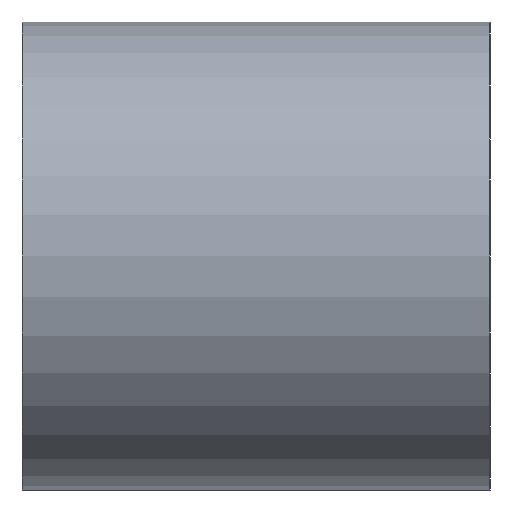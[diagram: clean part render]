
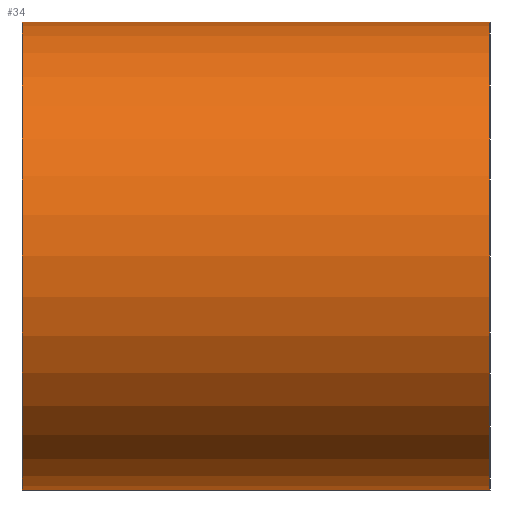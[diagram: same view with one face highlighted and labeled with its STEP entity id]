
A CAD part, left-side view. The second image highlights one B-rep face of the part: STEP entity #34.
In plain terms, the highlighted cylindrical face has radius 2 mm (diameter 4 mm), a partial arc.
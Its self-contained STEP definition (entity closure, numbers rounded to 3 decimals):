
#34 = ADVANCED_FACE( '', ( #65 ), #66, .T. );
#65 = FACE_OUTER_BOUND( '', #90, .T. );
#66 = CYLINDRICAL_SURFACE( '', #91, 2. );
#90 = EDGE_LOOP( '', ( #119, #120, #121, #122 ) );
#91 = AXIS2_PLACEMENT_3D( '', #123, #124, #125 );
#119 = ORIENTED_EDGE( '', *, *, #151, .T. );
#120 = ORIENTED_EDGE( '', *, *, #160, .F. );
#121 = ORIENTED_EDGE( '', *, *, #161, .F. );
#122 = ORIENTED_EDGE( '', *, *, #162, .T. );
#123 = CARTESIAN_POINT( '', ( -3., 2., 0. ) );
#124 = DIRECTION( '', ( 0., 1., 0. ) );
#125 = DIRECTION( '', ( 0., 0., -1. ) );
#151 = EDGE_CURVE( '', #169, #170, #171, .T. );
#160 = EDGE_CURVE( '', #184, #170, #185, .T. );
#161 = EDGE_CURVE( '', #186, #184, #187, .T. );
#162 = EDGE_CURVE( '', #186, #169, #188, .T. );
#169 = VERTEX_POINT( '', #195 );
#170 = VERTEX_POINT( '', #196 );
#171 = CIRCLE( '', #197, 2. );
#184 = VERTEX_POINT( '', #214 );
#185 = LINE( '', #215, #216 );
#186 = VERTEX_POINT( '', #217 );
#187 = CIRCLE( '', #218, 2. );
#188 = LINE( '', #219, #220 );
#195 = CARTESIAN_POINT( '', ( -3., -2., -2. ) );
#196 = CARTESIAN_POINT( '', ( -3., -2., 2. ) );
#197 = AXIS2_PLACEMENT_3D( '', #228, #229, #230 );
#214 = CARTESIAN_POINT( '', ( -3., 2., 2. ) );
#215 = CARTESIAN_POINT( '', ( -3., 2., 2. ) );
#216 = VECTOR( '', #241, 1000. );
#217 = CARTESIAN_POINT( '', ( -3., 2., -2. ) );
#218 = AXIS2_PLACEMENT_3D( '', #242, #243, #244 );
#219 = CARTESIAN_POINT( '', ( -3., 2., -2. ) );
#220 = VECTOR( '', #245, 1000. );
#228 = CARTESIAN_POINT( '', ( -3., -2., 0. ) );
#229 = DIRECTION( '', ( 0., 1., 0. ) );
#230 = DIRECTION( '', ( 1., 0., 0. ) );
#241 = DIRECTION( '', ( 0., -1., 0. ) );
#242 = CARTESIAN_POINT( '', ( -3., 2., 0. ) );
#243 = DIRECTION( '', ( 0., 1., 0. ) );
#244 = DIRECTION( '', ( 1., 0., 0. ) );
#245 = DIRECTION( '', ( 0., -1., 0. ) );
